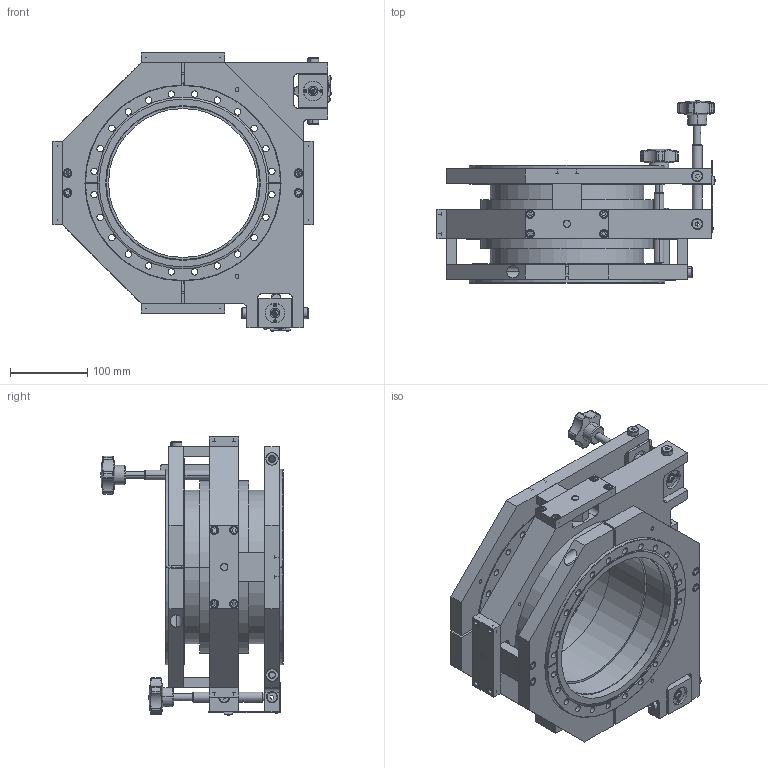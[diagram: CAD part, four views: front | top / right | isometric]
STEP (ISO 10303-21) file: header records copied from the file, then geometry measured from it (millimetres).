
FILE_DESCRIPTION (( 'STEP AP203' ), '1' );
FILE_NAME ('TILT1000 10012213.STEP', '2021-06-09T22:20:24', ( 'jbusath' ), ( 'Microsoft' ), 'SwSTEP 2.0', 'SolidWorks 2018', '' );
FILE_SCHEMA (( 'CONFIG_CONTROL_DESIGN' ));
Length unit declared in the file: inch
Products named in the file (1): TILT1000 10012213
Bounding box: 359.82 x 235.58 x 359.82 mm (x, y, z)
Surface area: 686371.8 mm2 (no closed solid volume)
Topology: 0 solids, 113 shells, 1170 faces, 3890 edges, 2755 vertices
Faces by surface type: plane 504, cylinder 453, cone 116, bspline 53, torus 36, sphere 8
Entity records: 46508 total; most frequent: CARTESIAN_POINT 12088, DIRECTION 7376, ORIENTED_EDGE 6244, EDGE_CURVE 3886, VERTEX_POINT 2755, AXIS2_PLACEMENT_3D 2575, LINE 2226, VECTOR 2226
